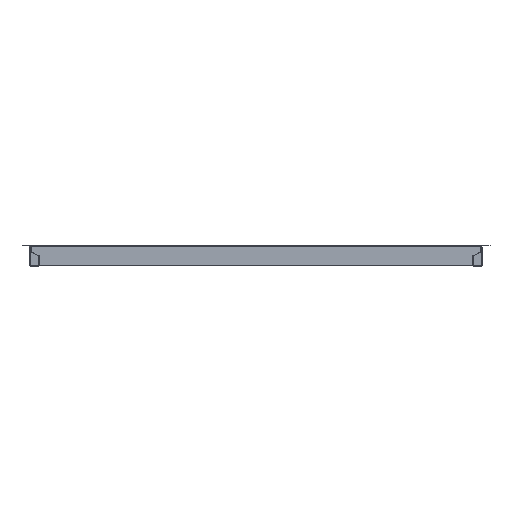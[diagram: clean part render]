
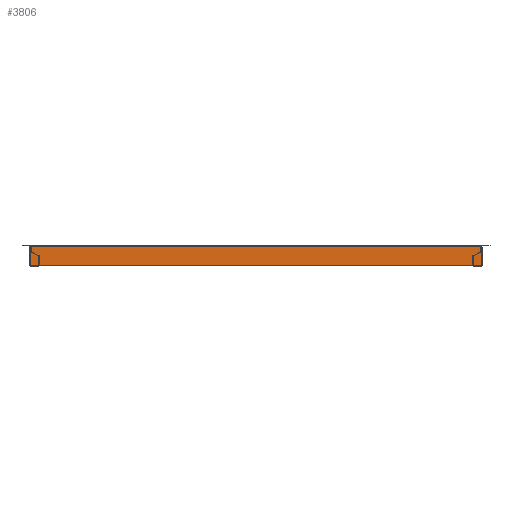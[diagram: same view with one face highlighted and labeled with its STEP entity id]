
A CAD part, front view. The second image highlights one B-rep face of the part: STEP entity #3806.
In plain terms, the highlighted face is planar.
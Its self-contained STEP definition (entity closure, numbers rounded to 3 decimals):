
#218 = VERTEX_POINT ( 'NONE', #2599 ) ;
#306 = VERTEX_POINT ( 'NONE', #379 ) ;
#379 = CARTESIAN_POINT ( 'NONE',  ( 661.403, 1107.348, 58.527 ) ) ;
#2599 = CARTESIAN_POINT ( 'NONE',  ( -664.124, 1107.348, 58.527 ) ) ;
#3806 = ADVANCED_FACE ( 'NONE', ( #25847 ), #7131, .T. ) ;
#4997 = VERTEX_POINT ( 'NONE', #6801 ) ;
#6801 = CARTESIAN_POINT ( 'NONE',  ( -664.124, 1107.348, 1.737 ) ) ;
#6945 = CARTESIAN_POINT ( 'NONE',  ( 0., 1107.348, 0. ) ) ;
#7131 = PLANE ( 'NONE',  #14728 ) ;
#7314 = CARTESIAN_POINT ( 'NONE',  ( 661.403, 1107.348, 59.263 ) ) ;
#7558 = DIRECTION ( 'NONE',  ( 0., 1., 0. ) ) ;
#7777 = EDGE_LOOP ( 'NONE', ( #24061, #19332, #28460, #7993 ) ) ;
#7993 = ORIENTED_EDGE ( 'NONE', *, *, #13895, .T. ) ;
#12739 = EDGE_CURVE ( 'NONE', #306, #218, #28082, .T. ) ;
#13534 = CARTESIAN_POINT ( 'NONE',  ( -664.86, 1107.348, 1.737 ) ) ;
#13617 = CARTESIAN_POINT ( 'NONE',  ( -664.124, 1107.348, 1.737 ) ) ;
#13895 = EDGE_CURVE ( 'NONE', #36125, #4997, #28594, .T. ) ;
#14728 = AXIS2_PLACEMENT_3D ( 'NONE', #6945, #7558, #19333 ) ;
#17134 = VECTOR ( 'NONE', #38386, 1000. ) ;
#19332 = ORIENTED_EDGE ( 'NONE', *, *, #12739, .F. ) ;
#19333 = DIRECTION ( 'NONE',  ( 1., 0., 0. ) ) ;
#19712 = DIRECTION ( 'NONE',  ( 0., 0., -1. ) ) ;
#19918 = LINE ( 'NONE', #7314, #35776 ) ;
#23371 = EDGE_CURVE ( 'NONE', #306, #36125, #19918, .T. ) ;
#24061 = ORIENTED_EDGE ( 'NONE', *, *, #27712, .T. ) ;
#25026 = DIRECTION ( 'NONE',  ( -1., 0., 0. ) ) ;
#25847 = FACE_OUTER_BOUND ( 'NONE', #7777, .T. ) ;
#26026 = DIRECTION ( 'NONE',  ( 0., 0., 1. ) ) ;
#26452 = LINE ( 'NONE', #13617, #27602 ) ;
#27602 = VECTOR ( 'NONE', #26026, 1000. ) ;
#27712 = EDGE_CURVE ( 'NONE', #4997, #218, #26452, .T. ) ;
#28082 = LINE ( 'NONE', #28291, #36594 ) ;
#28291 = CARTESIAN_POINT ( 'NONE',  ( 661.403, 1107.348, 58.527 ) ) ;
#28460 = ORIENTED_EDGE ( 'NONE', *, *, #23371, .T. ) ;
#28594 = LINE ( 'NONE', #13534, #17134 ) ;
#30551 = CARTESIAN_POINT ( 'NONE',  ( 661.403, 1107.348, 1.737 ) ) ;
#35776 = VECTOR ( 'NONE', #19712, 1000. ) ;
#36125 = VERTEX_POINT ( 'NONE', #30551 ) ;
#36594 = VECTOR ( 'NONE', #25026, 1000. ) ;
#38386 = DIRECTION ( 'NONE',  ( -1., 0., 0. ) ) ;
